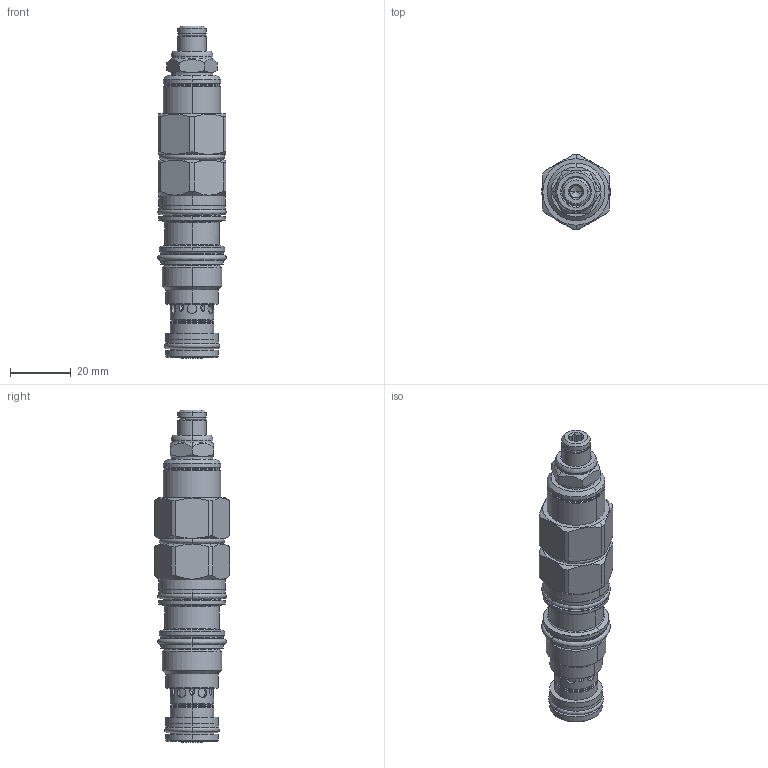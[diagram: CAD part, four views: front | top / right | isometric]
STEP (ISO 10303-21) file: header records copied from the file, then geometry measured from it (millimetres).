
FILE_DESCRIPTION((''),'2;1');
FILE_NAME('CACKLHN_SW','2024-11-19T14:42:23',('SigMax'),(''),'CREO PARAMETRIC BY PTC INC, 2021072','CREO PARAMETRIC BY PTC INC, 2021072','');
FILE_SCHEMA(('AUTOMOTIVE_DESIGN { 1 0 10303 214 1 1 1 1 }'));
Length unit declared in the file: inch
Products named in the file (1): CACKLHN_SW
Bounding box: 22.55 x 24.84 x 109.32 mm (x, y, z)
Volume: 28742.8 mm3; surface area: 15875.8 mm2
Topology: 3 solids, 4 shells, 406 faces, 919 edges, 557 vertices
Faces by surface type: cylinder 158, plane 81, cone 80, torus 72, revolution 14, sphere 1
Entity records: 17400 total; most frequent: CARTESIAN_POINT 5244, DIRECTION 2022, ORIENTED_EDGE 1834, EDGE_CURVE 917, AXIS2_PLACEMENT_3D 871, VERTEX_POINT 557, CIRCLE 479, EDGE_LOOP 456
